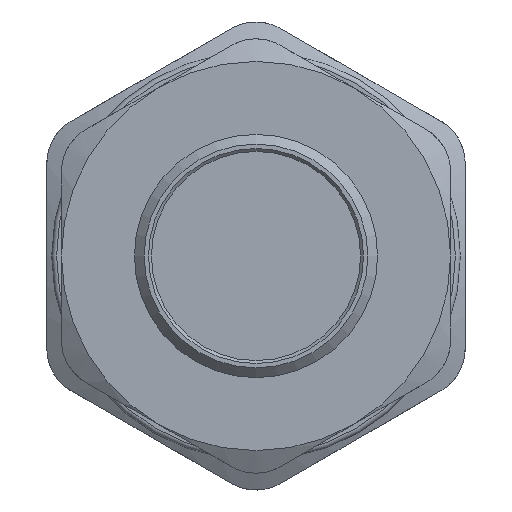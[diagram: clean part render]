
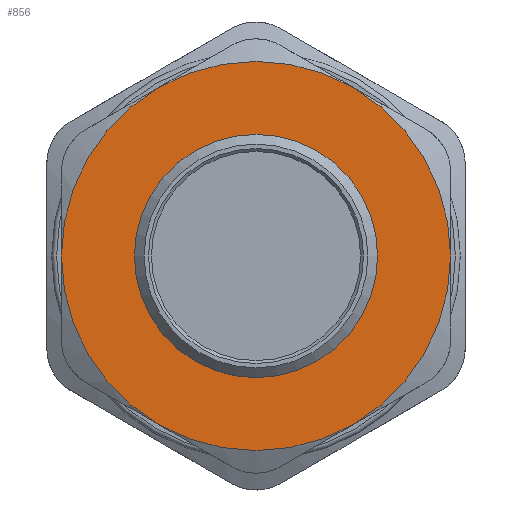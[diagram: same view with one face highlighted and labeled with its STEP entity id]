
A CAD part, front view. The second image highlights one B-rep face of the part: STEP entity #856.
In plain terms, the highlighted planar face has unit normal (0, -1, 0).
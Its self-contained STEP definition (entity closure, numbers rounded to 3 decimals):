
#177=FACE_BOUND('',#289,.T.);
#235=FACE_OUTER_BOUND('',#288,.T.);
#288=EDGE_LOOP('',(#584,#585,#586,#587,#588,#589));
#289=EDGE_LOOP('',(#590));
#345=CIRCLE('',#935,20.);
#346=CIRCLE('',#936,20.);
#347=CIRCLE('',#937,20.);
#348=CIRCLE('',#938,20.);
#349=CIRCLE('',#939,20.);
#350=CIRCLE('',#940,20.);
#351=CIRCLE('',#941,11.7);
#377=VERTEX_POINT('',#1228);
#378=VERTEX_POINT('',#1229);
#379=VERTEX_POINT('',#1231);
#380=VERTEX_POINT('',#1233);
#381=VERTEX_POINT('',#1235);
#382=VERTEX_POINT('',#1237);
#383=VERTEX_POINT('',#1240);
#457=EDGE_CURVE('',#377,#378,#345,.T.);
#458=EDGE_CURVE('',#379,#377,#346,.T.);
#459=EDGE_CURVE('',#380,#379,#347,.T.);
#460=EDGE_CURVE('',#381,#380,#348,.T.);
#461=EDGE_CURVE('',#382,#381,#349,.T.);
#462=EDGE_CURVE('',#378,#382,#350,.T.);
#463=EDGE_CURVE('',#383,#383,#351,.T.);
#584=ORIENTED_EDGE('',*,*,#457,.F.);
#585=ORIENTED_EDGE('',*,*,#458,.F.);
#586=ORIENTED_EDGE('',*,*,#459,.F.);
#587=ORIENTED_EDGE('',*,*,#460,.F.);
#588=ORIENTED_EDGE('',*,*,#461,.F.);
#589=ORIENTED_EDGE('',*,*,#462,.F.);
#590=ORIENTED_EDGE('',*,*,#463,.T.);
#838=PLANE('',#934);
#856=ADVANCED_FACE('',(#235,#177),#838,.T.);
#934=AXIS2_PLACEMENT_3D('',#1227,#1025,#1026);
#935=AXIS2_PLACEMENT_3D('',#1230,#1027,#1028);
#936=AXIS2_PLACEMENT_3D('',#1232,#1029,#1030);
#937=AXIS2_PLACEMENT_3D('',#1234,#1031,#1032);
#938=AXIS2_PLACEMENT_3D('',#1236,#1033,#1034);
#939=AXIS2_PLACEMENT_3D('',#1238,#1035,#1036);
#940=AXIS2_PLACEMENT_3D('',#1239,#1037,#1038);
#941=AXIS2_PLACEMENT_3D('',#1241,#1039,#1040);
#1025=DIRECTION('center_axis',(0.,-1.,0.));
#1026=DIRECTION('ref_axis',(0.,0.,-1.));
#1027=DIRECTION('center_axis',(0.,1.,0.));
#1028=DIRECTION('ref_axis',(1.,0.,0.));
#1029=DIRECTION('center_axis',(0.,1.,0.));
#1030=DIRECTION('ref_axis',(1.,0.,0.));
#1031=DIRECTION('center_axis',(0.,1.,0.));
#1032=DIRECTION('ref_axis',(1.,0.,0.));
#1033=DIRECTION('center_axis',(0.,1.,0.));
#1034=DIRECTION('ref_axis',(1.,0.,0.));
#1035=DIRECTION('center_axis',(0.,1.,0.));
#1036=DIRECTION('ref_axis',(1.,0.,0.));
#1037=DIRECTION('center_axis',(0.,1.,0.));
#1038=DIRECTION('ref_axis',(1.,0.,0.));
#1039=DIRECTION('center_axis',(0.,1.,0.));
#1040=DIRECTION('ref_axis',(1.,0.,0.));
#1227=CARTESIAN_POINT('Origin',(-35.743,-24.936,-0.388));
#1228=CARTESIAN_POINT('',(-35.743,-24.936,-0.388));
#1229=CARTESIAN_POINT('',(-25.743,-24.936,16.932));
#1230=CARTESIAN_POINT('Origin',(-15.743,-24.936,-0.388));
#1231=CARTESIAN_POINT('',(-25.743,-24.936,-17.709));
#1232=CARTESIAN_POINT('Origin',(-15.743,-24.936,-0.388));
#1233=CARTESIAN_POINT('',(-5.743,-24.936,-17.709));
#1234=CARTESIAN_POINT('Origin',(-15.743,-24.936,-0.388));
#1235=CARTESIAN_POINT('',(4.257,-24.936,-0.388));
#1236=CARTESIAN_POINT('Origin',(-15.743,-24.936,-0.388));
#1237=CARTESIAN_POINT('',(-5.743,-24.936,16.932));
#1238=CARTESIAN_POINT('Origin',(-15.743,-24.936,-0.388));
#1239=CARTESIAN_POINT('Origin',(-15.743,-24.936,-0.388));
#1240=CARTESIAN_POINT('',(-4.043,-24.936,-0.388));
#1241=CARTESIAN_POINT('Origin',(-15.743,-24.936,-0.388));
